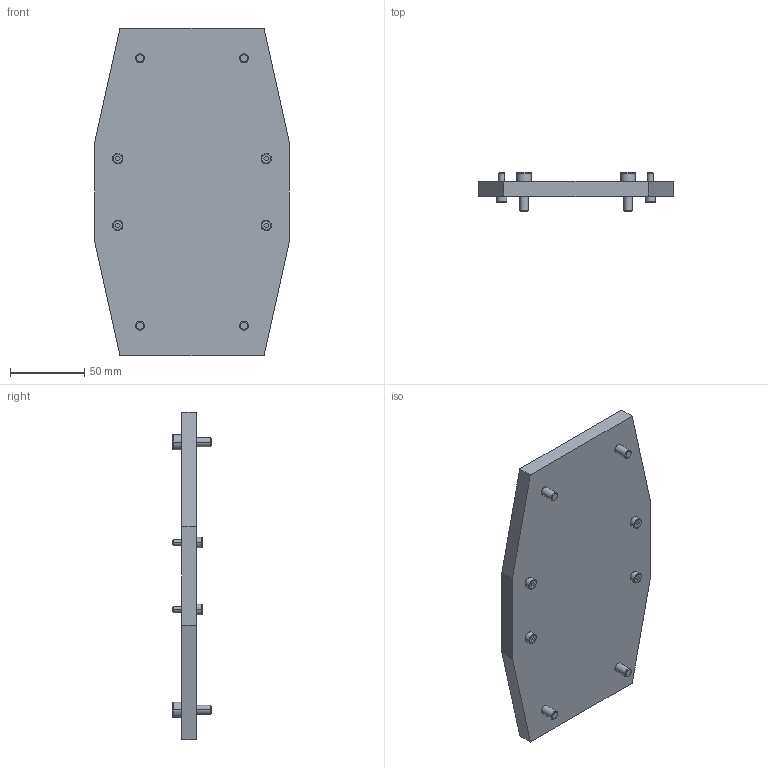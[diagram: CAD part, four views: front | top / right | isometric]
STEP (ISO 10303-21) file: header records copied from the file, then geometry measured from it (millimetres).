
FILE_DESCRIPTION(('STEP AP203'),'1');
FILE_NAME('kit_1406-0002.stp','2018-10-24T21:22:15',('TraceParts'),('TraceParts S.A.'),'Spatial InterOp 3D',' ',' ');
FILE_SCHEMA(('CONFIG_CONTROL_DESIGN'));
Length unit declared in the file: millimetre
Products named in the file (1): 1
Bounding box: 131 x 26 x 220 mm (x, y, z)
Volume: 265605 mm3; surface area: 61184.9 mm2
Topology: 1 solids, 1 shells, 146 faces, 352 edges, 232 vertices
Faces by surface type: plane 82, cylinder 32, torus 16, cone 16
Entity records: 4332 total; most frequent: DIRECTION 782, CARTESIAN_POINT 731, ORIENTED_EDGE 704, EDGE_CURVE 352, AXIS2_PLACEMENT_3D 283, VERTEX_POINT 232, LINE 216, VECTOR 216
